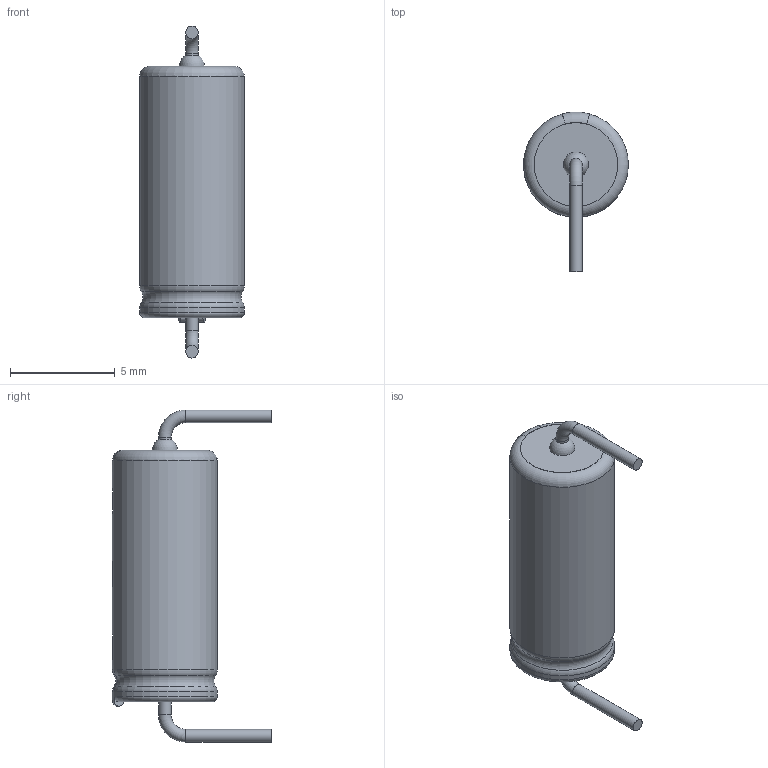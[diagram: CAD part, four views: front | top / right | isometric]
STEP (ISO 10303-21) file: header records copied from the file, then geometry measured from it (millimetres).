
FILE_DESCRIPTION(('FreeCAD Model'),'2;1');
FILE_NAME('Vishay_516D_D5_L12_P15.24_d0.6_LL2.6.step','2019-07-10T15:57:58', ('Author'),(''),'Open CASCADE STEP processor 7.3','FreeCAD','Unknown' );
FILE_SCHEMA(('AUTOMOTIVE_DESIGN { 1 0 10303 214 1 1 1 1 }'));
Length unit declared in the file: millimetre
Products named in the file (1): Vishay_516D_D5_L12_P15.24_d0.6_LL2.6
Bounding box: 5 x 7.61 x 15.84 mm (x, y, z)
Volume: 237.6 mm3; surface area: 248 mm2
Topology: 1 solids, 1 shells, 53 faces, 128 edges, 82 vertices
Faces by surface type: plane 21, torus 16, cylinder 15, sphere 1
Full cylindrical faces by diameter (mm): 0.6 x4, 4 x1
Entity records: 2046 total; most frequent: CARTESIAN_POINT 356, DIRECTION 308, ORIENTED_EDGE 256, AXIS2_PLACEMENT_3D 131, EDGE_CURVE 128, VERTEX_POINT 82, CIRCLE 65, FACE_BOUND 58
